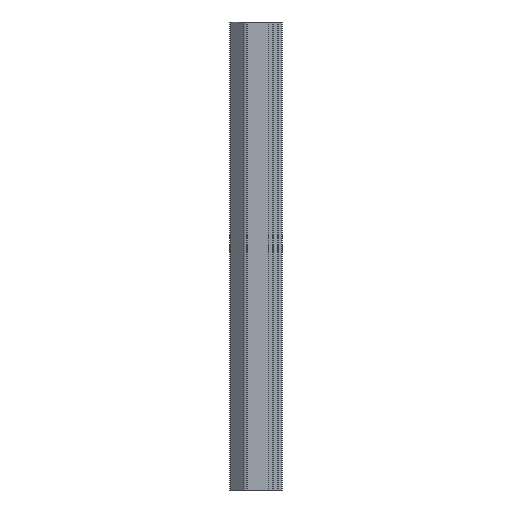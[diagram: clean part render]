
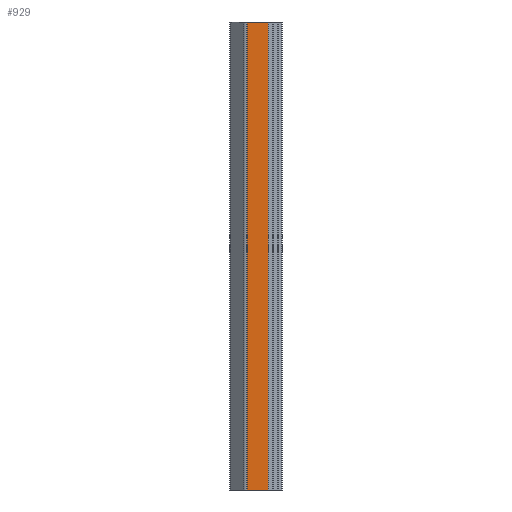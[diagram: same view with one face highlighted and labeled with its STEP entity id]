
A CAD part, left-side view. The second image highlights one B-rep face of the part: STEP entity #929.
In plain terms, the highlighted planar face has unit normal (-1, 0, 0).
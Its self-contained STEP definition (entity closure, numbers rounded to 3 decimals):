
#69 = VECTOR ( 'NONE', #1790, 1000. ) ;
#110 = CARTESIAN_POINT ( 'NONE',  ( 0., -82.423, 500. ) ) ;
#161 = DIRECTION ( 'NONE',  ( 0., -1., 0. ) ) ;
#226 = CARTESIAN_POINT ( 'NONE',  ( 0., -37.399, -500. ) ) ;
#488 = VECTOR ( 'NONE', #161, 1000. ) ;
#719 = DIRECTION ( 'NONE',  ( 0., 1., 0. ) ) ;
#850 = CARTESIAN_POINT ( 'NONE',  ( 0., -82.423, -500. ) ) ;
#920 = ORIENTED_EDGE ( 'NONE', *, *, #1366, .F. ) ;
#929 = ADVANCED_FACE ( 'NONE', ( #1406 ), #1529, .F. ) ;
#951 = CARTESIAN_POINT ( 'NONE',  ( 0., -37.399, -500. ) ) ;
#1156 = CARTESIAN_POINT ( 'NONE',  ( 0., -82.423, -500. ) ) ;
#1246 = VERTEX_POINT ( 'NONE', #1910 ) ;
#1348 = EDGE_CURVE ( 'NONE', #1246, #1937, #1575, .T. ) ;
#1350 = EDGE_CURVE ( 'NONE', #1969, #1246, #1639, .T. ) ;
#1355 = EDGE_CURVE ( 'NONE', #1969, #2119, #2105, .T. ) ;
#1366 = EDGE_CURVE ( 'NONE', #1937, #2119, #2505, .T. ) ;
#1372 = DIRECTION ( 'NONE',  ( 0., 0., -1. ) ) ;
#1406 = FACE_OUTER_BOUND ( 'NONE', #1442, .T. ) ;
#1442 = EDGE_LOOP ( 'NONE', ( #2477, #1681, #2335, #920 ) ) ;
#1503 = VECTOR ( 'NONE', #1584, 1000. ) ;
#1529 = PLANE ( 'NONE',  #2530 ) ;
#1547 = CARTESIAN_POINT ( 'NONE',  ( 0., -82.423, 500. ) ) ;
#1571 = CARTESIAN_POINT ( 'NONE',  ( 0., -82.423, 500. ) ) ;
#1575 = LINE ( 'NONE', #1571, #488 ) ;
#1584 = DIRECTION ( 'NONE',  ( 0., -1., 0. ) ) ;
#1639 = LINE ( 'NONE', #951, #69 ) ;
#1681 = ORIENTED_EDGE ( 'NONE', *, *, #1350, .F. ) ;
#1790 = DIRECTION ( 'NONE',  ( 0., 0., 1. ) ) ;
#1910 = CARTESIAN_POINT ( 'NONE',  ( 0., -37.399, 500. ) ) ;
#1937 = VERTEX_POINT ( 'NONE', #1547 ) ;
#1947 = DIRECTION ( 'NONE',  ( 1., 0., 0. ) ) ;
#1969 = VERTEX_POINT ( 'NONE', #226 ) ;
#1987 = VECTOR ( 'NONE', #1372, 1000. ) ;
#1989 = CARTESIAN_POINT ( 'NONE',  ( 0., -82.423, 500. ) ) ;
#2105 = LINE ( 'NONE', #1156, #1503 ) ;
#2119 = VERTEX_POINT ( 'NONE', #850 ) ;
#2335 = ORIENTED_EDGE ( 'NONE', *, *, #1355, .T. ) ;
#2477 = ORIENTED_EDGE ( 'NONE', *, *, #1348, .F. ) ;
#2505 = LINE ( 'NONE', #1989, #1987 ) ;
#2530 = AXIS2_PLACEMENT_3D ( 'NONE', #110, #1947, #719 ) ;
